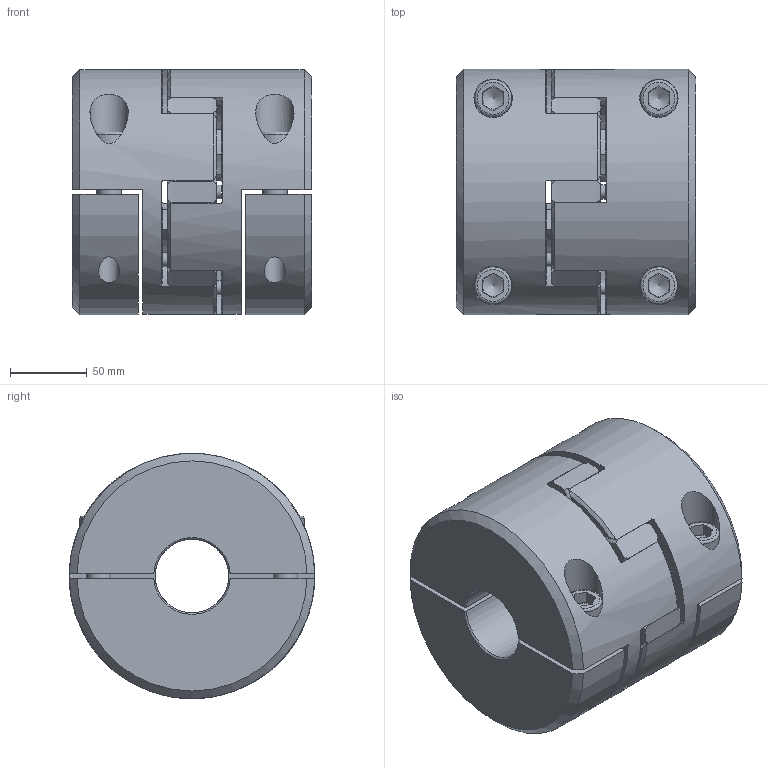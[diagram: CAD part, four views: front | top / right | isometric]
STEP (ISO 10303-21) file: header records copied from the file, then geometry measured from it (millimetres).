
FILE_DESCRIPTION( ( 'Unknown' ), '1' );
FILE_NAME( 'EKH 2000 - Ø48.stp', 'Unknown', ( 'Unknown' ), ( 'Unknown' ), 'PSStep 10.1', 'Unknown', ' ' );
FILE_SCHEMA( ( 'AUTOMOTIVE_DESIGN { 1 0 10303 214 1 1 1 1 }' ) );
Length unit declared in the file: millimetre
Products named in the file (3): 29822873
Bounding box: 156 x 159.97 x 159.98 mm (x, y, z)
Volume: 2508999.9 mm3; surface area: 310728.9 mm2
Topology: 3 solids, 3 shells, 384 faces, 942 edges, 610 vertices
Faces by surface type: plane 159, cylinder 95, cone 80, torus 30, extrusion 20
Full cylindrical faces by diameter (mm): 9 x8, 13.835 x4, 16 x4, 17 x4, 24 x4, 25 x4, 48 x2, 60 x1, 77 x2, 160 x2
Entity records: 15769 total; most frequent: CARTESIAN_POINT 4068, DIRECTION 1735, ORIENTED_EDGE 1710, EDGE_CURVE 855, AXIS2_PLACEMENT_3D 685, VERTEX_POINT 584, EDGE_LOOP 497, FACE_OUTER_BOUND 433
